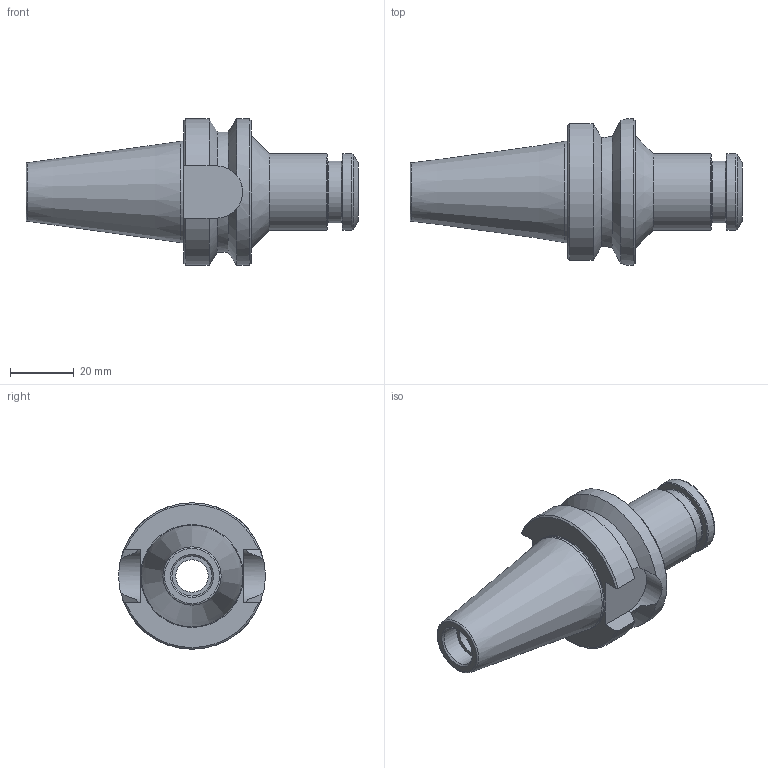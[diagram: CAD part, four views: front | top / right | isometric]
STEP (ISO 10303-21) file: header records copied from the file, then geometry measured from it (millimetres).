
FILE_DESCRIPTION(/* description */ (''),/* implementation_level */ '2;1');
FILE_NAME(/* name */ 'BT30-MG15-60D.step',/* time_stamp */ '2026-02-12T16:49:56-06:00',/* author */ (''),/* organization */ (''),/* preprocessor_version */ 'ST-DEVELOPER v20.1',/* originating_system */ 'Autodesk Translation Framework v14.24.0.0',/* authorisation */ '');
FILE_SCHEMA (('AUTOMOTIVE_DESIGN { 1 0 10303 214 3 1 1 }'));
Length unit declared in the file: inch
Products named in the file (1): BT30 DUAL CONTACT TEMPLATE FINALIZED
Bounding box: 104.11 x 45.92 x 45.92 mm (x, y, z)
Volume: 55993.7 mm3; surface area: 16562 mm2
Topology: 1 solids, 1 shells, 50 faces, 116 edges, 74 vertices
Faces by surface type: cone 18, plane 16, cylinder 14, torus 2
Full cylindrical faces by diameter (mm): 10.16 x1, 12.548 x1, 14.825 x1, 19.431 x1, 24.003 x2, 31.75 x1, 45.923 x1
Entity records: 1587 total; most frequent: CARTESIAN_POINT 333, DIRECTION 262, ORIENTED_EDGE 232, EDGE_CURVE 116, AXIS2_PLACEMENT_3D 111, VERTEX_POINT 74, CIRCLE 60, EDGE_LOOP 58
